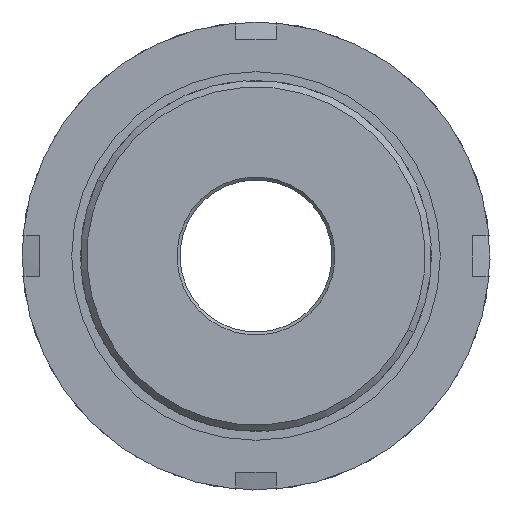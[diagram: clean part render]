
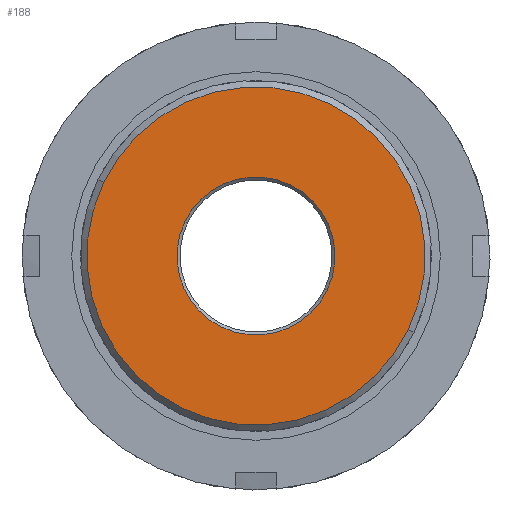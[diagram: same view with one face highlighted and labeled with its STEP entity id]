
A CAD part, front view. The second image highlights one B-rep face of the part: STEP entity #188.
In plain terms, the highlighted planar face has unit normal (0, -1, 0).
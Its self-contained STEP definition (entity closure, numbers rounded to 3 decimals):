
#13 = FACE_BOUND ( 'NONE', #2026, .T. ) ;
#133 = DIRECTION ( 'NONE',  ( 0., 1., 0. ) ) ;
#176 = EDGE_LOOP ( 'NONE', ( #2039, #839 ) ) ;
#188 = ADVANCED_FACE ( 'NONE', ( #13, #2550 ), #1985, .F. ) ;
#215 = VERTEX_POINT ( 'NONE', #291 ) ;
#291 = CARTESIAN_POINT ( 'NONE',  ( 13.5, -28.566, 0. ) ) ;
#373 = DIRECTION ( 'NONE',  ( -1., 0., 0. ) ) ;
#506 = CIRCLE ( 'NONE', #792, 28.9 ) ;
#615 = CARTESIAN_POINT ( 'NONE',  ( 0., -28.566, 0. ) ) ;
#641 = DIRECTION ( 'NONE',  ( 0., 1., 0. ) ) ;
#762 = CIRCLE ( 'NONE', #2102, 13.5 ) ;
#792 = AXIS2_PLACEMENT_3D ( 'NONE', #615, #1232, #2251 ) ;
#818 = AXIS2_PLACEMENT_3D ( 'NONE', #2665, #2446, #373 ) ;
#839 = ORIENTED_EDGE ( 'NONE', *, *, #2047, .F. ) ;
#1031 = CARTESIAN_POINT ( 'NONE',  ( -13.5, -28.566, 0. ) ) ;
#1232 = DIRECTION ( 'NONE',  ( 0., 1., 0. ) ) ;
#1245 = ORIENTED_EDGE ( 'NONE', *, *, #2182, .T. ) ;
#1254 = CARTESIAN_POINT ( 'NONE',  ( 0., -28.566, 0. ) ) ;
#1330 = EDGE_CURVE ( 'NONE', #215, #2290, #762, .T. ) ;
#1346 = CARTESIAN_POINT ( 'NONE',  ( 0., -28.566, 0. ) ) ;
#1456 = DIRECTION ( 'NONE',  ( -1., 0., 0. ) ) ;
#1487 = CIRCLE ( 'NONE', #1508, 13.5 ) ;
#1508 = AXIS2_PLACEMENT_3D ( 'NONE', #1346, #133, #2608 ) ;
#1591 = CIRCLE ( 'NONE', #818, 28.9 ) ;
#1840 = AXIS2_PLACEMENT_3D ( 'NONE', #2667, #2269, #2497 ) ;
#1985 = PLANE ( 'NONE',  #1840 ) ;
#2026 = EDGE_LOOP ( 'NONE', ( #2498, #1245 ) ) ;
#2039 = ORIENTED_EDGE ( 'NONE', *, *, #2332, .F. ) ;
#2047 = EDGE_CURVE ( 'NONE', #2216, #2162, #1591, .T. ) ;
#2102 = AXIS2_PLACEMENT_3D ( 'NONE', #1254, #641, #1456 ) ;
#2162 = VERTEX_POINT ( 'NONE', #2595 ) ;
#2182 = EDGE_CURVE ( 'NONE', #2290, #215, #1487, .T. ) ;
#2216 = VERTEX_POINT ( 'NONE', #2408 ) ;
#2251 = DIRECTION ( 'NONE',  ( -1., 0., 0. ) ) ;
#2269 = DIRECTION ( 'NONE',  ( 0., 1., 0. ) ) ;
#2290 = VERTEX_POINT ( 'NONE', #1031 ) ;
#2332 = EDGE_CURVE ( 'NONE', #2162, #2216, #506, .T. ) ;
#2408 = CARTESIAN_POINT ( 'NONE',  ( 28.9, -28.566, 0. ) ) ;
#2446 = DIRECTION ( 'NONE',  ( 0., 1., 0. ) ) ;
#2497 = DIRECTION ( 'NONE',  ( -1., 0., 0. ) ) ;
#2498 = ORIENTED_EDGE ( 'NONE', *, *, #1330, .T. ) ;
#2550 = FACE_OUTER_BOUND ( 'NONE', #176, .T. ) ;
#2595 = CARTESIAN_POINT ( 'NONE',  ( -28.9, -28.566, 0. ) ) ;
#2608 = DIRECTION ( 'NONE',  ( -1., 0., 0. ) ) ;
#2665 = CARTESIAN_POINT ( 'NONE',  ( 0., -28.566, 0. ) ) ;
#2667 = CARTESIAN_POINT ( 'NONE',  ( 13., -28.566, 0. ) ) ;
